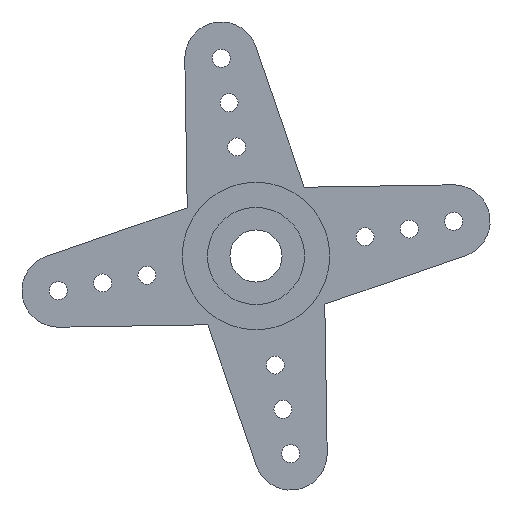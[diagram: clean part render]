
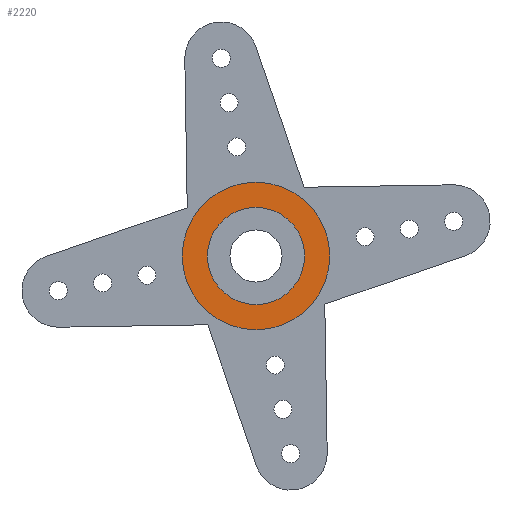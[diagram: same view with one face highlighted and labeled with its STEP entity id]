
A CAD part, left-side view. The second image highlights one B-rep face of the part: STEP entity #2220.
In plain terms, the highlighted planar face has unit normal (-1, 0, 0).
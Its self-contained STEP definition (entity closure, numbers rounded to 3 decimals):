
#805 = CYLINDRICAL_SURFACE('',#806,4.1);
#806 = AXIS2_PLACEMENT_3D('',#807,#808,#809);
#807 = CARTESIAN_POINT('',(1.,0.,0.));
#808 = DIRECTION('',(1.,0.,0.));
#809 = DIRECTION('',(0.,0.985,-0.173));
#1527 = CYLINDRICAL_SURFACE('',#1528,2.698);
#1528 = AXIS2_PLACEMENT_3D('',#1529,#1530,#1531);
#1529 = CARTESIAN_POINT('',(1.,0.,0.));
#1530 = DIRECTION('',(1.,0.,0.));
#1531 = DIRECTION('',(0.,0.985,-0.173));
#2220 = ADVANCED_FACE('',(#2221,#2251),#2234,.T.);
#2221 = FACE_BOUND('',#2222,.T.);
#2222 = EDGE_LOOP('',(#2223));
#2223 = ORIENTED_EDGE('',*,*,#2224,.T.);
#2224 = EDGE_CURVE('',#2225,#2225,#2227,.T.);
#2225 = VERTEX_POINT('',#2226);
#2226 = CARTESIAN_POINT('',(1.,-4.038,0.71));
#2227 = SURFACE_CURVE('',#2228,(#2233,#2245),.PCURVE_S1.);
#2228 = CIRCLE('',#2229,4.1);
#2229 = AXIS2_PLACEMENT_3D('',#2230,#2231,#2232);
#2230 = CARTESIAN_POINT('',(1.,0.,0.));
#2231 = DIRECTION('',(-1.,0.,0.));
#2232 = DIRECTION('',(0.,-0.985,0.173)
  );
#2233 = PCURVE('',#2234,#2239);
#2234 = PLANE('',#2235);
#2235 = AXIS2_PLACEMENT_3D('',#2236,#2237,#2238);
#2236 = CARTESIAN_POINT('',(1.,0.,0.));
#2237 = DIRECTION('',(-1.,0.,0.));
#2238 = DIRECTION('',(0.,-0.985,0.173)
  );
#2239 = DEFINITIONAL_REPRESENTATION('',(#2240),#2244);
#2240 = CIRCLE('',#2241,4.1);
#2241 = AXIS2_PLACEMENT_2D('',#2242,#2243);
#2242 = CARTESIAN_POINT('',(0.,0.));
#2243 = DIRECTION('',(1.,0.));
#2244 = ( GEOMETRIC_REPRESENTATION_CONTEXT(2) 
PARAMETRIC_REPRESENTATION_CONTEXT() REPRESENTATION_CONTEXT('2D SPACE',''
  ) );
#2245 = PCURVE('',#805,#2246);
#2246 = DEFINITIONAL_REPRESENTATION('',(#2247),#2250);
#2247 = B_SPLINE_CURVE_WITH_KNOTS('',1,(#2248,#2249),.UNSPECIFIED.,.F.,
  .F.,(2,2),(0.,6.283),.PIECEWISE_BEZIER_KNOTS.);
#2248 = CARTESIAN_POINT('',(9.425,0.));
#2249 = CARTESIAN_POINT('',(3.142,0.));
#2250 = ( GEOMETRIC_REPRESENTATION_CONTEXT(2) 
PARAMETRIC_REPRESENTATION_CONTEXT() REPRESENTATION_CONTEXT('2D SPACE',''
  ) );
#2251 = FACE_BOUND('',#2252,.T.);
#2252 = EDGE_LOOP('',(#2253));
#2253 = ORIENTED_EDGE('',*,*,#2254,.F.);
#2254 = EDGE_CURVE('',#2255,#2255,#2257,.T.);
#2255 = VERTEX_POINT('',#2256);
#2256 = CARTESIAN_POINT('',(1.,-2.657,0.467));
#2257 = SURFACE_CURVE('',#2258,(#2263,#2270),.PCURVE_S1.);
#2258 = CIRCLE('',#2259,2.698);
#2259 = AXIS2_PLACEMENT_3D('',#2260,#2261,#2262);
#2260 = CARTESIAN_POINT('',(1.,0.,0.));
#2261 = DIRECTION('',(-1.,0.,0.));
#2262 = DIRECTION('',(0.,-0.985,0.173)
  );
#2263 = PCURVE('',#2234,#2264);
#2264 = DEFINITIONAL_REPRESENTATION('',(#2265),#2269);
#2265 = CIRCLE('',#2266,2.698);
#2266 = AXIS2_PLACEMENT_2D('',#2267,#2268);
#2267 = CARTESIAN_POINT('',(0.,0.));
#2268 = DIRECTION('',(1.,0.));
#2269 = ( GEOMETRIC_REPRESENTATION_CONTEXT(2) 
PARAMETRIC_REPRESENTATION_CONTEXT() REPRESENTATION_CONTEXT('2D SPACE',''
  ) );
#2270 = PCURVE('',#1527,#2271);
#2271 = DEFINITIONAL_REPRESENTATION('',(#2272),#2275);
#2272 = B_SPLINE_CURVE_WITH_KNOTS('',1,(#2273,#2274),.UNSPECIFIED.,.F.,
  .F.,(2,2),(0.,6.283),.PIECEWISE_BEZIER_KNOTS.);
#2273 = CARTESIAN_POINT('',(9.425,0.));
#2274 = CARTESIAN_POINT('',(3.142,0.));
#2275 = ( GEOMETRIC_REPRESENTATION_CONTEXT(2) 
PARAMETRIC_REPRESENTATION_CONTEXT() REPRESENTATION_CONTEXT('2D SPACE',''
  ) );
